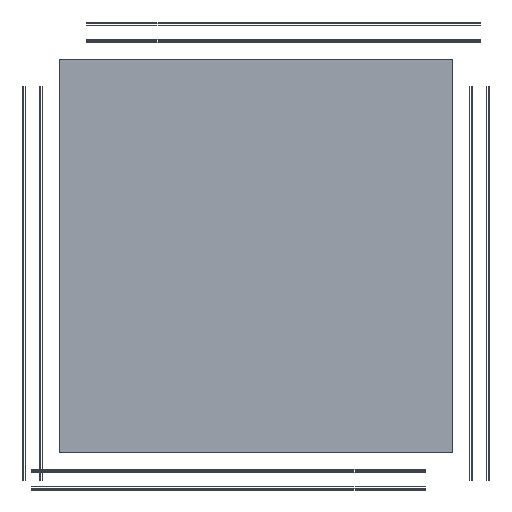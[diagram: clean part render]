
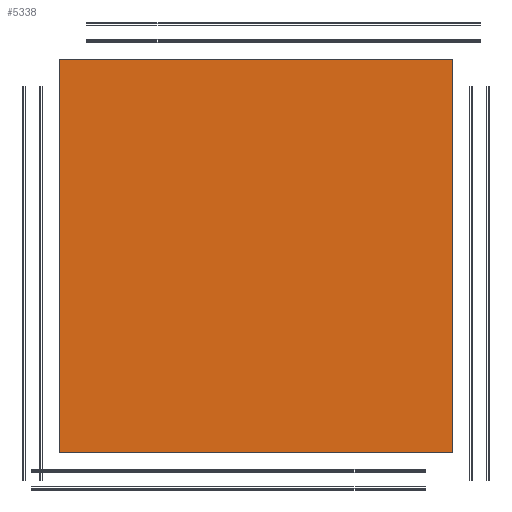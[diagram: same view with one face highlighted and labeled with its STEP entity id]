
A CAD part, top view. The second image highlights one B-rep face of the part: STEP entity #5338.
In plain terms, the highlighted planar face has unit normal (0, 0, 1).
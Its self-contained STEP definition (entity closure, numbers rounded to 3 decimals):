
#5227=CARTESIAN_POINT('Vertex',(801.5,-801.5,-571.9)) ;
#5232=CARTESIAN_POINT('Line Origine',(0.,-801.5,-571.9)) ;
#5236=CARTESIAN_POINT('Vertex',(-801.5,-801.5,-571.9)) ;
#5258=CARTESIAN_POINT('Line Origine',(-801.5,0.,-571.9)) ;
#5262=CARTESIAN_POINT('Vertex',(-801.5,801.5,-571.9)) ;
#5284=CARTESIAN_POINT('Line Origine',(0.,801.5,-571.9)) ;
#5288=CARTESIAN_POINT('Vertex',(801.5,801.5,-571.9)) ;
#5310=CARTESIAN_POINT('Line Origine',(801.5,0.,-571.9)) ;
#5327=CARTESIAN_POINT('Axis2P3D Location',(1595.2,0.,-571.9)) ;
#5233=DIRECTION('Vector Direction',(-1.,0.,0.)) ;
#5259=DIRECTION('Vector Direction',(0.,-1.,0.)) ;
#5285=DIRECTION('Vector Direction',(1.,0.,0.)) ;
#5311=DIRECTION('Vector Direction',(0.,1.,0.)) ;
#5328=DIRECTION('Axis2P3D Direction',(0.,0.,-1.)) ;
#5329=DIRECTION('Axis2P3D XDirection',(0.,1.,0.)) ;
#5330=AXIS2_PLACEMENT_3D('Plane Axis2P3D',#5327,#5328,#5329) ;
#5333=ORIENTED_EDGE('',*,*,#5314,.F.) ;
#5334=ORIENTED_EDGE('',*,*,#5290,.F.) ;
#5335=ORIENTED_EDGE('',*,*,#5264,.F.) ;
#5336=ORIENTED_EDGE('',*,*,#5238,.F.) ;
#5234=VECTOR('Line Direction',#5233,1.) ;
#5260=VECTOR('Line Direction',#5259,1.) ;
#5286=VECTOR('Line Direction',#5285,1.) ;
#5312=VECTOR('Line Direction',#5311,1.) ;
#5338=ADVANCED_FACE('SiliconSurfsTop',(#5337),#5331,.F.) ;
#5238=EDGE_CURVE('',#5228,#5237,#5235,.T.) ;
#5264=EDGE_CURVE('',#5237,#5263,#5261,.F.) ;
#5290=EDGE_CURVE('',#5263,#5289,#5287,.T.) ;
#5314=EDGE_CURVE('',#5289,#5228,#5313,.F.) ;
#5332=EDGE_LOOP('',(#5333,#5334,#5335,#5336)) ;
#5337=FACE_OUTER_BOUND('',#5332,.T.) ;
#5235=LINE('Line',#5232,#5234) ;
#5261=LINE('Line',#5258,#5260) ;
#5287=LINE('Line',#5284,#5286) ;
#5313=LINE('Line',#5310,#5312) ;
#5331=PLANE('',#5330) ;
#5228=VERTEX_POINT('',#5227) ;
#5237=VERTEX_POINT('',#5236) ;
#5263=VERTEX_POINT('',#5262) ;
#5289=VERTEX_POINT('',#5288) ;
